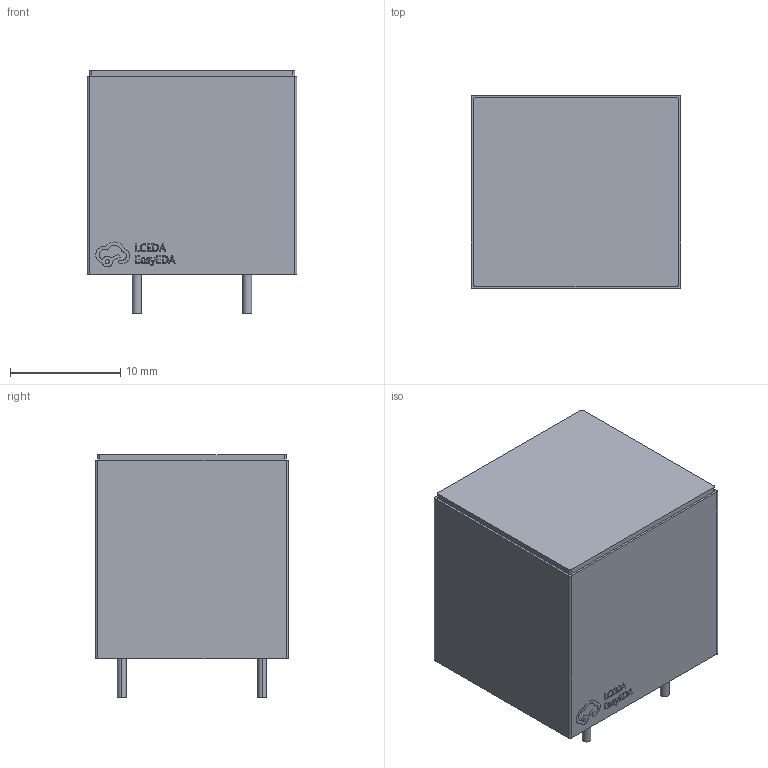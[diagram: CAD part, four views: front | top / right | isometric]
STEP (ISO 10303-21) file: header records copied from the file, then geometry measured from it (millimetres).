
FILE_DESCRIPTION (( 'STEP AP214' ), '1' );
FILE_NAME ('XFMR-TH_ZMPT101K.STEP', '2022-07-14T13:51:10', ( '' ), ( '' ), 'SwSTEP 2.0', 'SolidWorks 2020', '' );
FILE_SCHEMA (( 'AUTOMOTIVE_DESIGN' ));
Length unit declared in the file: millimetre
Products named in the file (1): XFMR-TH_ZMPT101K
Bounding box: 19 x 17.51 x 22 mm (x, y, z)
Volume: 5999.5 mm3; surface area: 2083.9 mm2
Topology: 1 solids, 1 shells, 260 faces, 699 edges, 466 vertices
Faces by surface type: plane 146, bspline 98, cylinder 16
Entity records: 11501 total; most frequent: CARTESIAN_POINT 2732, ORIENTED_EDGE 1398, DIRECTION 857, EDGE_CURVE 699, LINE 467, VECTOR 467, VERTEX_POINT 466, EDGE_LOOP 285
